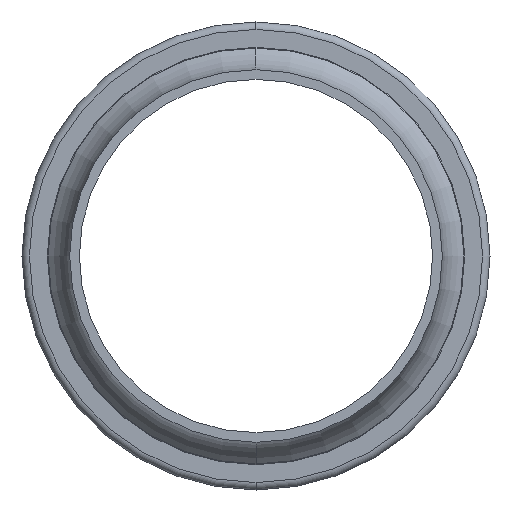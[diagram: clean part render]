
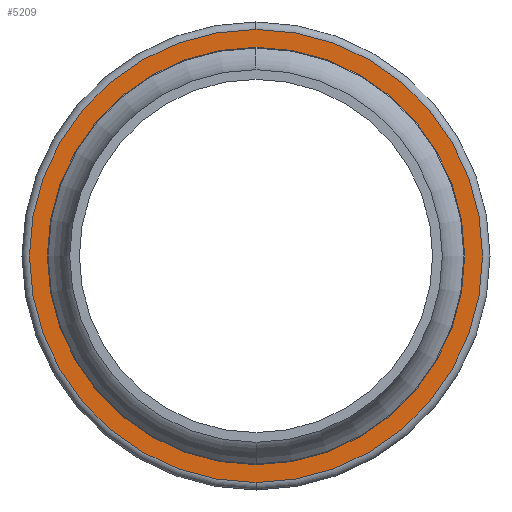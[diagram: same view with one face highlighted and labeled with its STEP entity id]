
A CAD part, left-side view. The second image highlights one B-rep face of the part: STEP entity #5209.
In plain terms, the highlighted planar face has unit normal (-1, 0, 0).
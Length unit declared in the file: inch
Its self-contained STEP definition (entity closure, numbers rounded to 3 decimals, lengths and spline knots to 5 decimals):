
#86 = CIRCLE ( 'NONE', #2645, 1.52 ) ;
#189 = AXIS2_PLACEMENT_3D ( 'NONE', #3457, #2345, #1610 ) ;
#204 = VERTEX_POINT ( 'NONE', #1086 ) ;
#572 = AXIS2_PLACEMENT_3D ( 'NONE', #4654, #4802, #753 ) ;
#612 = FACE_BOUND ( 'NONE', #2700, .T. ) ;
#677 = ORIENTED_EDGE ( 'NONE', *, *, #6277, .T. ) ;
#753 = DIRECTION ( 'NONE',  ( 0., 0., -1. ) ) ;
#1086 = CARTESIAN_POINT ( 'NONE',  ( 0.78, 0., -1.52 ) ) ;
#1610 = DIRECTION ( 'NONE',  ( 0., 0., -1. ) ) ;
#1652 = ORIENTED_EDGE ( 'NONE', *, *, #3278, .F. ) ;
#1766 = DIRECTION ( 'NONE',  ( 1., 0., 0. ) ) ;
#1767 = AXIS2_PLACEMENT_3D ( 'NONE', #3017, #6821, #2938 ) ;
#1798 = EDGE_CURVE ( 'NONE', #204, #2441, #1851, .T. ) ;
#1851 = CIRCLE ( 'NONE', #572, 1.52 ) ;
#2345 = DIRECTION ( 'NONE',  ( 1., 0., 0. ) ) ;
#2441 = VERTEX_POINT ( 'NONE', #6176 ) ;
#2500 = EDGE_LOOP ( 'NONE', ( #4007, #1652 ) ) ;
#2520 = CARTESIAN_POINT ( 'NONE',  ( 0.78, 0., 0. ) ) ;
#2632 = DIRECTION ( 'NONE',  ( 0., 0., -1. ) ) ;
#2645 = AXIS2_PLACEMENT_3D ( 'NONE', #2520, #5420, #2632 ) ;
#2700 = EDGE_LOOP ( 'NONE', ( #677, #6533 ) ) ;
#2850 = VERTEX_POINT ( 'NONE', #5075 ) ;
#2938 = DIRECTION ( 'NONE',  ( 0., 0., -1. ) ) ;
#3017 = CARTESIAN_POINT ( 'NONE',  ( 0.78, 0., 0. ) ) ;
#3057 = CIRCLE ( 'NONE', #5289, 1.25 ) ;
#3278 = EDGE_CURVE ( 'NONE', #2441, #204, #86, .T. ) ;
#3457 = CARTESIAN_POINT ( 'NONE',  ( 0.78, 0., 0. ) ) ;
#4007 = ORIENTED_EDGE ( 'NONE', *, *, #1798, .F. ) ;
#4654 = CARTESIAN_POINT ( 'NONE',  ( 0.78, 0., 0. ) ) ;
#4802 = DIRECTION ( 'NONE',  ( 1., 0., 0. ) ) ;
#5067 = DIRECTION ( 'NONE',  ( 0., 0., -1. ) ) ;
#5071 = PLANE ( 'NONE',  #189 ) ;
#5075 = CARTESIAN_POINT ( 'NONE',  ( 0.78, 0., 1.25 ) ) ;
#5209 = ADVANCED_FACE ( 'NONE', ( #5694, #612 ), #5071, .F. ) ;
#5289 = AXIS2_PLACEMENT_3D ( 'NONE', #6639, #1766, #5067 ) ;
#5420 = DIRECTION ( 'NONE',  ( 1., 0., 0. ) ) ;
#5694 = FACE_OUTER_BOUND ( 'NONE', #2500, .T. ) ;
#6176 = CARTESIAN_POINT ( 'NONE',  ( 0.78, 0., 1.52 ) ) ;
#6277 = EDGE_CURVE ( 'NONE', #6295, #2850, #6440, .T. ) ;
#6295 = VERTEX_POINT ( 'NONE', #6421 ) ;
#6421 = CARTESIAN_POINT ( 'NONE',  ( 0.78, 0., -1.25 ) ) ;
#6440 = CIRCLE ( 'NONE', #1767, 1.25 ) ;
#6533 = ORIENTED_EDGE ( 'NONE', *, *, #6542, .T. ) ;
#6542 = EDGE_CURVE ( 'NONE', #2850, #6295, #3057, .T. ) ;
#6639 = CARTESIAN_POINT ( 'NONE',  ( 0.78, 0., 0. ) ) ;
#6821 = DIRECTION ( 'NONE',  ( 1., 0., 0. ) ) ;
